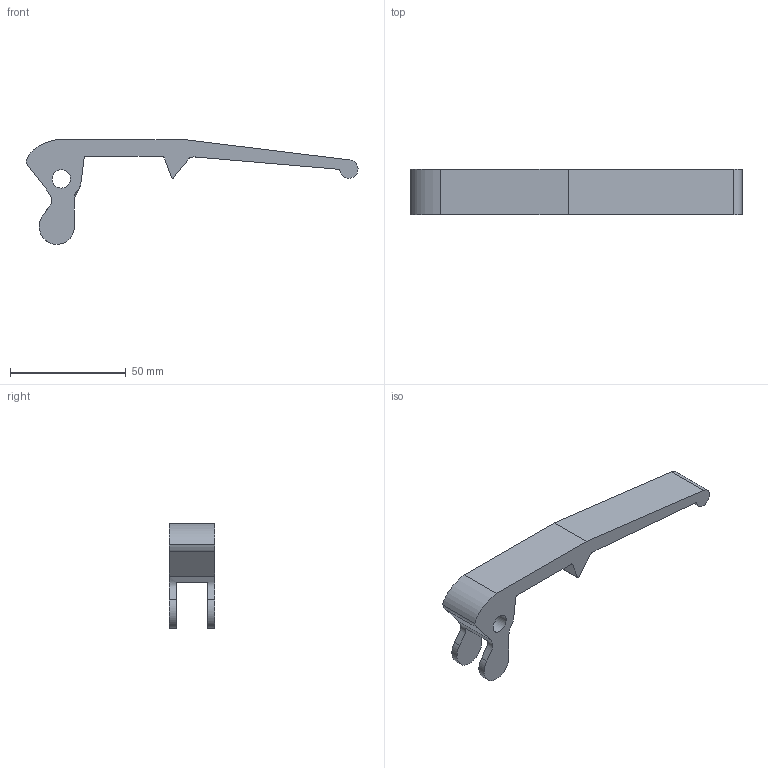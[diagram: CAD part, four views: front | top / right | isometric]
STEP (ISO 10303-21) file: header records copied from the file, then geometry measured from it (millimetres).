
FILE_DESCRIPTION(/* description */ (''),/* implementation_level */ '2;1');
FILE_NAME(/* name */ 'Poigne fentre Vidal v12 - termine.step',/* time_stamp */ '2023-04-16T11:10:43+02:00',/* author */ (''),/* organization */ (''),/* preprocessor_version */ 'ST-DEVELOPER v19.2',/* originating_system */ 'Autodesk Translation Framework v11.17.0.187',/* authorisation */ '');
FILE_SCHEMA (('AUTOMOTIVE_DESIGN { 1 0 10303 214 3 1 1 }'));
Length unit declared in the file: millimetre
Products named in the file (1): (Non enregistré)
Bounding box: 143.47 x 19.7 x 45.3 mm (x, y, z)
Volume: 26306.6 mm3; surface area: 10766.9 mm2
Topology: 1 solids, 1 shells, 27 faces, 73 edges, 48 vertices
Faces by surface type: plane 15, bspline 12
Entity records: 1304 total; most frequent: CARTESIAN_POINT 647, ORIENTED_EDGE 146, DIRECTION 110, EDGE_CURVE 73, VERTEX_POINT 48, LINE 46, VECTOR 46, AXIS2_PLACEMENT_3D 32
